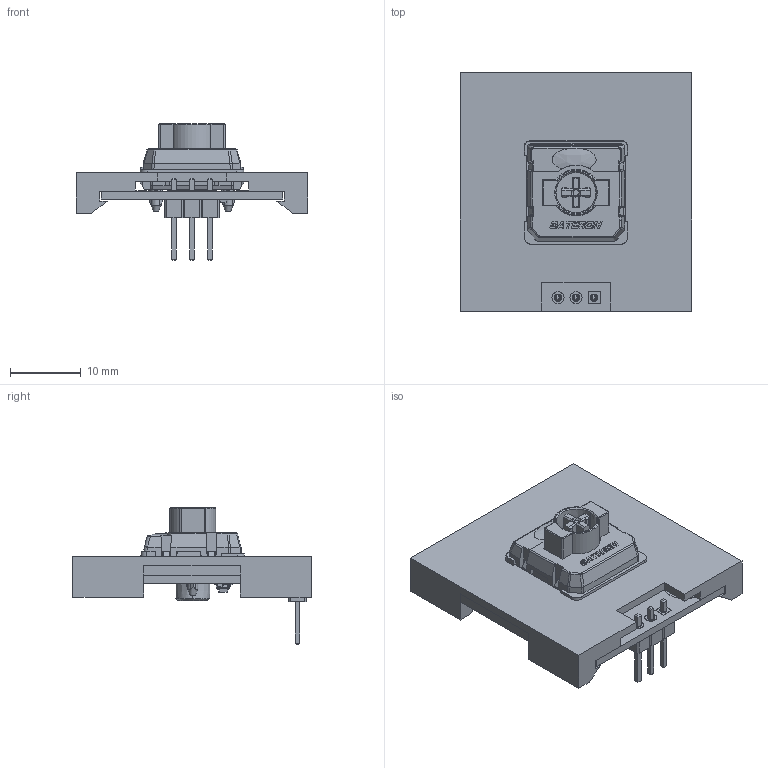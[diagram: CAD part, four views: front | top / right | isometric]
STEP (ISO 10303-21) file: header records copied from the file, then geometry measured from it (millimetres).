
FILE_DESCRIPTION(('HOOPS Exchange Step'),'2;1');
FILE_NAME('GLPMJ_One_Plate.stp','2026-01-20T10:27:41+09:00',('shuni'),('Unknown organisation'),'HOOPS Exchange 2024.2','HOOPS Exchange','Unknown authorisation');
FILE_SCHEMA( ('AP203_CONFIGURATION_CONTROLLED_3D_DESIGN_OF_MECHANICAL_PARTS_AND_ASSEMBLIES_MIM_LF') );
Length unit declared in the file: millimetre
Products named in the file (2): 0; root
Assembly tree (1 placements, depth 2):
  root
    0
Bounding box: 32.6 x 33.6 x 19.24 mm (x, y, z)
Volume: 4322.1 mm3; surface area: 6383.7 mm2
Topology: 42 solids, 42 shells, 1292 faces, 3382 edges, 2212 vertices
Faces by surface type: plane 870, cylinder 268, extrusion 91, bspline 29, cone 27, torus 7
Full cylindrical faces by diameter (mm): 0.95 x9, 1 x6, 1.7 x6, 3.15 x8, 3.175 x8, 3.2 x4, 5.2 x1, 6 x8
Entity records: 42420 total; most frequent: CARTESIAN_POINT 12083, ORIENTED_EDGE 6762, DIRECTION 5293, EDGE_CURVE 3381, VERTEX_POINT 2212, VECTOR 2083, LINE 1992, AXIS2_PLACEMENT_3D 1605
